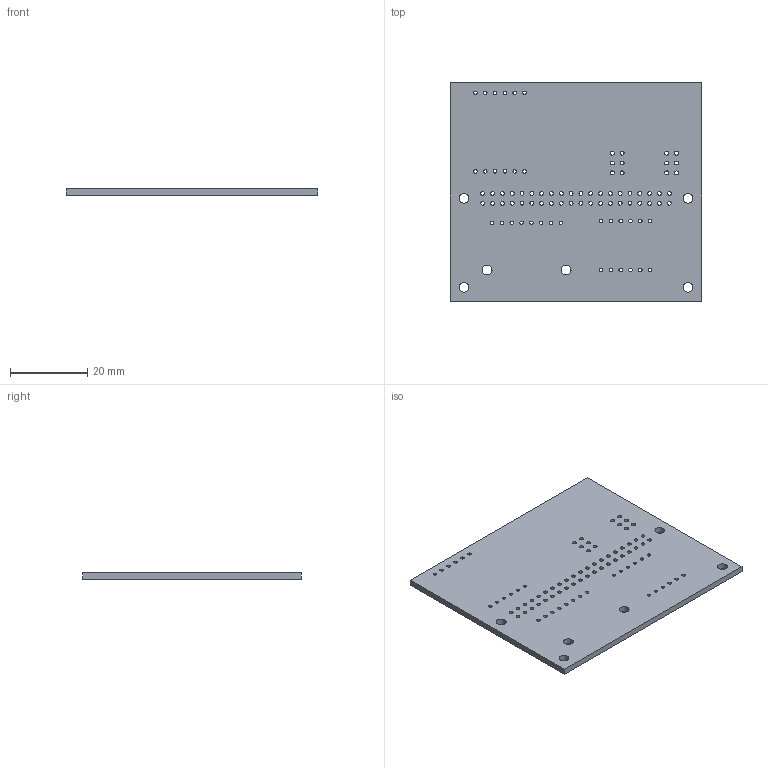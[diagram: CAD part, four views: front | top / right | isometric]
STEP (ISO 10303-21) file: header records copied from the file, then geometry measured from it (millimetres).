
FILE_DESCRIPTION(('FreeCAD Model'),'2;1');
FILE_NAME('Open CASCADE Shape Model','2022-02-28T12:22:50',(''),(''), 'Open CASCADE STEP processor 7.5','FreeCAD','Unknown');
FILE_SCHEMA(('AUTOMOTIVE_DESIGN { 1 0 10303 214 1 1 1 1 }'));
Length unit declared in the file: millimetre
Products named in the file (3): BlackBox Hat; Board_Geoms_d11d; Pcb_d11d
Assembly tree (2 placements, depth 3):
  BlackBox Hat
    Board_Geoms_d11d
      Pcb_d11d
Bounding box: 65 x 56.5 x 1.6 mm (x, y, z)
Volume: 5728.9 mm3; surface area: 8035.1 mm2
Topology: 1 solids, 1 shells, 96 faces, 282 edges, 188 vertices
Faces by surface type: cylinder 90, plane 6
Full cylindrical faces by diameter (mm): 0.914 x32, 1 x40, 1.016 x12, 2.5 x4, 2.54 x2
Entity records: 3724 total; most frequent: DIRECTION 660, CARTESIAN_POINT 569, ORIENTED_EDGE 564, EDGE_CURVE 282, AXIS2_PLACEMENT_3D 279, FACE_BOUND 276, EDGE_LOOP 276, VERTEX_POINT 188
